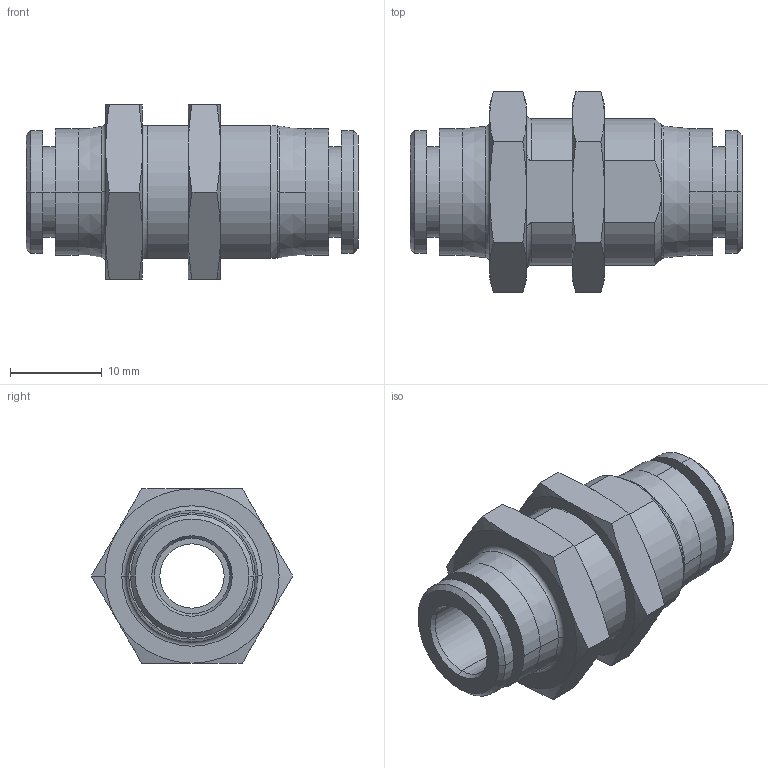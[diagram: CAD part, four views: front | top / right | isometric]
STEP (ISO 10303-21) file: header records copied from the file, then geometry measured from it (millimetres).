
FILE_DESCRIPTION((''),'2;1');
FILE_NAME('348612B_959P-8_ASM','2005-04-27T',('konstruktion'),(''),'PRO/ENGINEER BY PARAMETRIC TECHNOLOGY CORPORATION, 2004440','PRO/ENGINEER BY PARAMETRIC TECHNOLOGY CORPORATION, 2004440','');
FILE_SCHEMA(('CONFIG_CONTROL_DESIGN'));
Length unit declared in the file: millimetre
Products named in the file (3): 348612B_959P-8-OHNE-UEM; 251705B_256M-M16X1; 348612B_959P-8_ASM
Assembly tree (2 placements, depth 2):
  348612B_959P-8_ASM
    348612B_959P-8-OHNE-UEM
    251705B_256M-M16X1
Bounding box: 36.2 x 21.94 x 19 mm (x, y, z)
Volume: 5049.6 mm3; surface area: 3959.5 mm2
Topology: 2 solids, 2 shells, 98 faces, 214 edges, 128 vertices
Faces by surface type: cone 44, plane 26, cylinder 22, torus 6
Entity records: 2921 total; most frequent: CARTESIAN_POINT 715, DIRECTION 462, ORIENTED_EDGE 428, EDGE_CURVE 214, AXIS2_PLACEMENT_3D 203, VERTEX_POINT 128, EDGE_LOOP 110, CIRCLE 100
